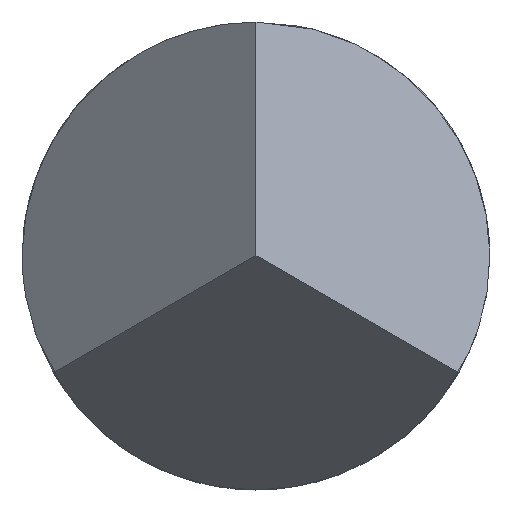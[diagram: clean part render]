
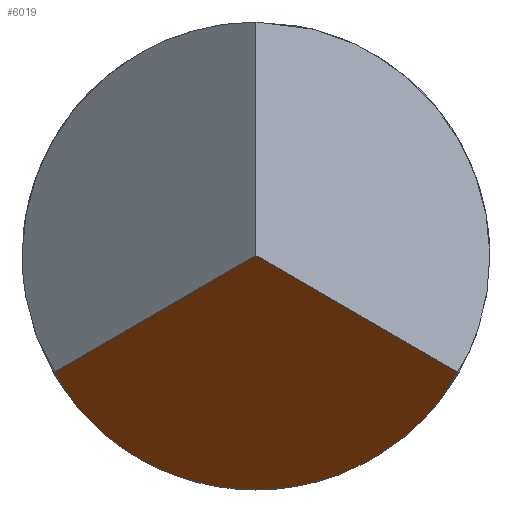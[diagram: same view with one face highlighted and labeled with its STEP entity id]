
A CAD part, top view. The second image highlights one B-rep face of the part: STEP entity #6019.
In plain terms, the highlighted planar face has unit normal (0, -0.858, 0.513).
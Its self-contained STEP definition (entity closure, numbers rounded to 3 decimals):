
#916 = EDGE_CURVE ( 'NONE', #3970, #3871, #4540, .T. ) ;
#917 = EDGE_CURVE ( 'NONE', #3973, #3970, #4543, .T. ) ;
#918 = EDGE_CURVE ( 'NONE', #3871, #3973, #6047, .T. ) ;
#2193 = CARTESIAN_POINT ( 'NONE',  ( 0., 0., 7.8 ) ) ;
#2196 = CARTESIAN_POINT ( 'NONE',  ( -0.52, -0.3, 7.299 ) ) ;
#2478 = CARTESIAN_POINT ( 'NONE',  ( 0.52, -0.3, 7.299 ) ) ;
#3835 = ORIENTED_EDGE ( 'NONE', *, *, #916, .F. ) ;
#3836 = ORIENTED_EDGE ( 'NONE', *, *, #917, .F. ) ;
#3837 = ORIENTED_EDGE ( 'NONE', *, *, #918, .F. ) ;
#3871 = VERTEX_POINT ( 'NONE', #2478 ) ;
#3970 = VERTEX_POINT ( 'NONE', #2193 ) ;
#3973 = VERTEX_POINT ( 'NONE', #2196 ) ;
#4081 = EDGE_LOOP ( 'NONE', ( #3835, #3836, #3837 ) ) ;
#4540 = LINE ( 'NONE', #7674, #4545 ) ;
#4543 = LINE ( 'NONE', #7675, #4547 ) ;
#4545 = VECTOR ( 'NONE', #7679, 1000. ) ;
#4547 = VECTOR ( 'NONE', #7669, 1000. ) ;
#5104 = CARTESIAN_POINT ( 'NONE',  ( -2.623, -0.438, 7.068 ) ) ;
#5106 = PLANE ( 'NONE',  #6324 ) ;
#5109 = DIRECTION ( 'NONE',  ( 0., 0.858, -0.514 ) ) ;
#5110 = DIRECTION ( 'NONE',  ( 0.284, -0.492, -0.823 ) ) ;
#5794 = FACE_OUTER_BOUND ( 'NONE', #4081, .T. ) ;
#6019 = ADVANCED_FACE ( 'NONE', ( #5794 ), #5106, .F. ) ;
#6047 =( BOUNDED_CURVE ( )  B_SPLINE_CURVE ( 3, ( #7666, #7668, #7670, #7665 ),
 .UNSPECIFIED., .F., .T. ) 
 B_SPLINE_CURVE_WITH_KNOTS ( ( 4, 4 ),
 ( 5.236, 7.33 ),
 .UNSPECIFIED. ) 
 CURVE ( )  GEOMETRIC_REPRESENTATION_ITEM ( )  RATIONAL_B_SPLINE_CURVE ( ( 1., 0.667, 0.667, 1. ) ) 
 REPRESENTATION_ITEM ( '' )  );
#6324 = AXIS2_PLACEMENT_3D ( 'NONE', #5104, #5109, #5110 ) ;
#7665 = CARTESIAN_POINT ( 'NONE',  ( -0.52, -0.3, 7.299 ) ) ;
#7666 = CARTESIAN_POINT ( 'NONE',  ( 0.52, -0.3, 7.299 ) ) ;
#7668 = CARTESIAN_POINT ( 'NONE',  ( 0.26, -0.75, 6.547 ) ) ;
#7669 = DIRECTION ( 'NONE',  ( 0.665, 0.384, 0.641 ) ) ;
#7670 = CARTESIAN_POINT ( 'NONE',  ( -0.26, -0.75, 6.547 ) ) ;
#7674 = CARTESIAN_POINT ( 'NONE',  ( 1.582, -0.913, 6.274 ) ) ;
#7675 = CARTESIAN_POINT ( 'NONE',  ( 0.735, 0.424, 8.509 ) ) ;
#7679 = DIRECTION ( 'NONE',  ( 0.665, -0.384, -0.641 ) ) ;
